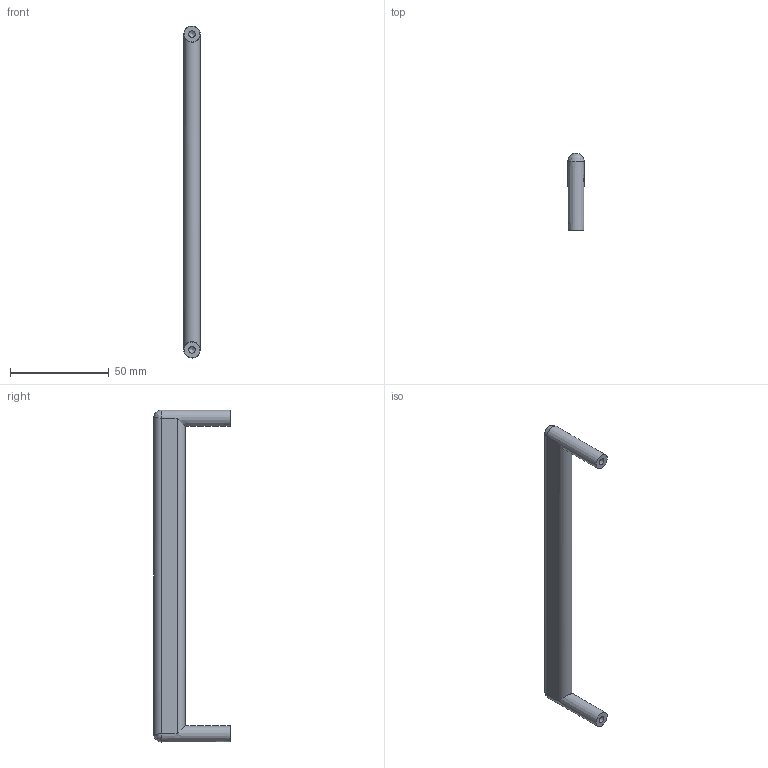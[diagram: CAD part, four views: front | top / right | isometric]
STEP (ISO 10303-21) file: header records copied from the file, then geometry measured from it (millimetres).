
FILE_DESCRIPTION(/* description */ ('SolidWorks IGES file using analytic representation for surfaces '),/* implementation_level */ '2;1');
FILE_NAME(/* name */ '0673_160_01.stp',/* time_stamp */ '2024-07-26T07:00:48+02:00',/* author */ ('mantolin'),/* organization */ (''),/* preprocessor_version */ 'ST-DEVELOPER v18.1',/* originating_system */ 'Autodesk Inventor 2022',/* authorisation */ '');
FILE_SCHEMA (('AUTOMOTIVE_DESIGN { 1 0 10303 214 3 1 1 }'));
Length unit declared in the file: millimetre
Products named in the file (1): 0673_160_00（改）(4)
Bounding box: 8.24 x 39 x 168.24 mm (x, y, z)
Volume: 21687.7 mm3; surface area: 8481 mm2
Topology: 1 solids, 1 shells, 14 faces, 37 edges, 23 vertices
Faces by surface type: cone 4, cylinder 4, plane 4, bspline 2
Full cylindrical faces by diameter (mm): 3.242 x2
Entity records: 1493 total; most frequent: CARTESIAN_POINT 1100, DIRECTION 65, ORIENTED_EDGE 64, EDGE_CURVE 32, AXIS2_PLACEMENT_3D 25, VERTEX_POINT 22, EDGE_LOOP 16, LINE 15
